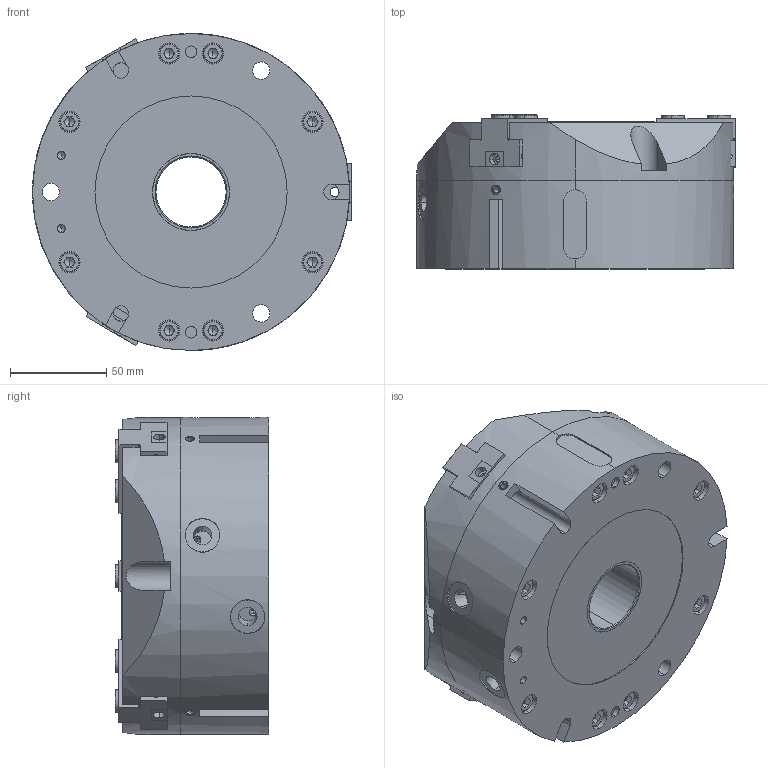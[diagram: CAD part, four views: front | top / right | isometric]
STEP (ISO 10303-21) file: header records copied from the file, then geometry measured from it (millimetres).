
FILE_DESCRIPTION (( 'STEP AP214' ), '1' );
FILE_NAME ('3PGH 160.STEP', '2012-03-06T02:32:07', ( 'xw4600' ), ( '' ), 'SwSTEP 2.0', 'SolidWorks 2010', '' );
FILE_SCHEMA (( 'AUTOMOTIVE_DESIGN' ));
Length unit declared in the file: millimetre
Products named in the file (11): 3PG-H160-13ST-01_Default; 3PG-H160-13ST-02_Default; 3PG-H160-13ST-04_Default; 3PG-H160-13ST-06_Default; 3PG-H160-13ST-06-1_Default; 3PG-H160-13ST-07_Default; 3PG-H160-13ST-10_Default; Socket Head Cap Screw_ISO 4762 M6 x 45 --- 45N; countersunk head screw_ISO 10642 - M3 x 8 --- 8N; SPRING(O.D5x10L)_Default; 3PGH 160
Assembly tree (30 placements, depth 2):
  3PGH 160
    3PG-H160-13ST-10_Default  x6
    Socket Head Cap Screw_ISO 4762 M6 x 45 --- 45N  x8
    countersunk head screw_ISO 10642 - M3 x 8 --- 8N  x6
    3PG-H160-13ST-01_Default
    3PG-H160-13ST-02_Default
    3PG-H160-13ST-07_Default
    SPRING(O.D5x10L)_Default  x2
    3PG-H160-13ST-04_Default  x3
    3PG-H160-13ST-06-1_Default
    3PG-H160-13ST-06_Default
Bounding box: 166 x 80 x 165 mm (x, y, z)
Volume: 1058626.1 mm3; surface area: 246620.3 mm2
Topology: 30 solids, 30 shells, 1041 faces, 2500 edges, 1519 vertices
Faces by surface type: plane 460, cylinder 342, cone 187, torus 48, bspline 4
Entity records: 21557 total; most frequent: CARTESIAN_POINT 7228, DIRECTION 2951, ORIENTED_EDGE 2636, EDGE_CURVE 1318, AXIS2_PLACEMENT_3D 1134, VERTEX_POINT 849, VECTOR 683, LINE 683
